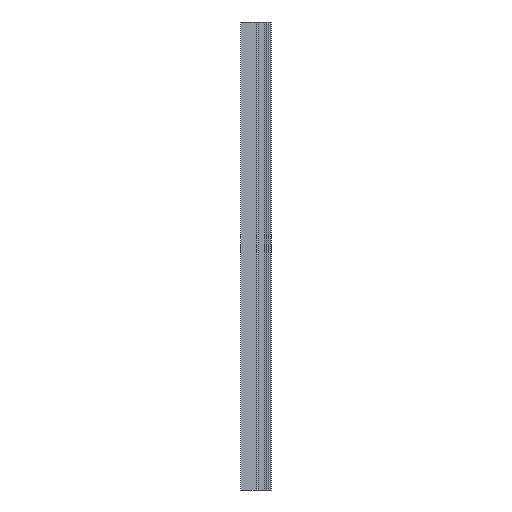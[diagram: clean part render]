
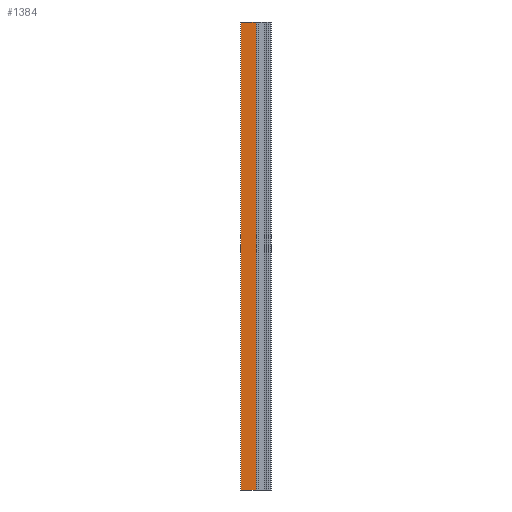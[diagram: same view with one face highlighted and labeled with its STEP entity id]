
A CAD part, left-side view. The second image highlights one B-rep face of the part: STEP entity #1384.
In plain terms, the highlighted planar face has unit normal (-1, 0, 0).
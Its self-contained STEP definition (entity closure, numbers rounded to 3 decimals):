
#337 = LINE ( 'NONE', #2168, #1505 ) ;
#497 = VECTOR ( 'NONE', #2288, 1000. ) ;
#631 = AXIS2_PLACEMENT_3D ( 'NONE', #2539, #2500, #2480 ) ;
#701 = VECTOR ( 'NONE', #793, 1000. ) ;
#793 = DIRECTION ( 'NONE',  ( 0., 0., 1. ) ) ;
#833 = ORIENTED_EDGE ( 'NONE', *, *, #1196, .F. ) ;
#951 = CARTESIAN_POINT ( 'NONE',  ( -2.65, 0., 300. ) ) ;
#968 = CARTESIAN_POINT ( 'NONE',  ( -2.65, 10., -11.318 ) ) ;
#970 = VECTOR ( 'NONE', #1266, 1000. ) ;
#1013 = CARTESIAN_POINT ( 'NONE',  ( -2.65, 0., 0. ) ) ;
#1069 = PLANE ( 'NONE',  #631 ) ;
#1196 = EDGE_CURVE ( 'NONE', #2134, #1953, #1615, .T. ) ;
#1266 = DIRECTION ( 'NONE',  ( 0., 0., 1. ) ) ;
#1268 = EDGE_CURVE ( 'NONE', #2169, #2134, #337, .T. ) ;
#1276 = CARTESIAN_POINT ( 'NONE',  ( -2.65, 0., -11.318 ) ) ;
#1320 = EDGE_CURVE ( 'NONE', #2169, #2058, #2040, .T. ) ;
#1384 = ADVANCED_FACE ( 'NONE', ( #1537 ), #1069, .T. ) ;
#1411 = EDGE_CURVE ( 'NONE', #2058, #1953, #1451, .T. ) ;
#1451 = LINE ( 'NONE', #1455, #497 ) ;
#1455 = CARTESIAN_POINT ( 'NONE',  ( -2.65, -5.2, 300. ) ) ;
#1505 = VECTOR ( 'NONE', #2120, 1000. ) ;
#1537 = FACE_OUTER_BOUND ( 'NONE', #2136, .T. ) ;
#1615 = LINE ( 'NONE', #968, #701 ) ;
#1682 = CARTESIAN_POINT ( 'NONE',  ( -2.65, 10., 0. ) ) ;
#1953 = VERTEX_POINT ( 'NONE', #2724 ) ;
#2040 = LINE ( 'NONE', #1276, #970 ) ;
#2058 = VERTEX_POINT ( 'NONE', #951 ) ;
#2120 = DIRECTION ( 'NONE',  ( 0., 1., 0. ) ) ;
#2134 = VERTEX_POINT ( 'NONE', #1682 ) ;
#2136 = EDGE_LOOP ( 'NONE', ( #2444, #2556, #833, #2753 ) ) ;
#2168 = CARTESIAN_POINT ( 'NONE',  ( -2.65, -5.2, 0. ) ) ;
#2169 = VERTEX_POINT ( 'NONE', #1013 ) ;
#2288 = DIRECTION ( 'NONE',  ( 0., 1., 0. ) ) ;
#2444 = ORIENTED_EDGE ( 'NONE', *, *, #1320, .T. ) ;
#2480 = DIRECTION ( 'NONE',  ( 0., 0., 1. ) ) ;
#2500 = DIRECTION ( 'NONE',  ( -1., 0., 0. ) ) ;
#2539 = CARTESIAN_POINT ( 'NONE',  ( -2.65, 0., -11.318 ) ) ;
#2556 = ORIENTED_EDGE ( 'NONE', *, *, #1411, .T. ) ;
#2724 = CARTESIAN_POINT ( 'NONE',  ( -2.65, 10., 300. ) ) ;
#2753 = ORIENTED_EDGE ( 'NONE', *, *, #1268, .F. ) ;
